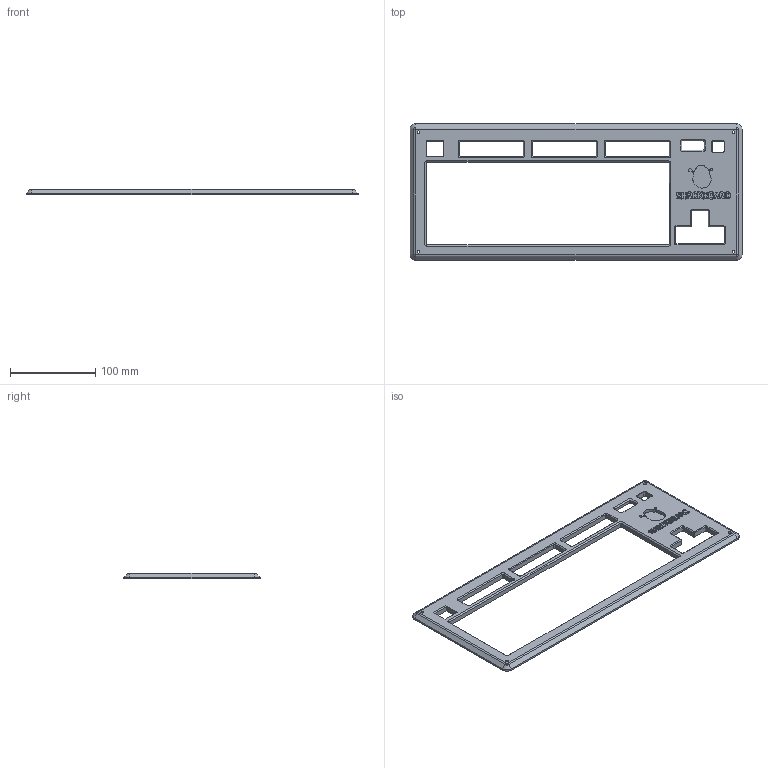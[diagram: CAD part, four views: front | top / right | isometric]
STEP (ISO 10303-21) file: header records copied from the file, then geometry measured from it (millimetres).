
FILE_DESCRIPTION(/* description */ ('','CAx-IF Rec.Pracs.---Representation and Presentation of Product Manufacturing Information (PMI)---4.0---2014-10-13'),/* implementation_level */ '2;1');
FILE_NAME(/* name */ 'TOP.step',/* time_stamp */ '2025-02-25T20:32:23+05:30',/* author */ (''),/* organization */ (''),/* preprocessor_version */ 'ST-DEVELOPER v20',/* originating_system */ 'Autodesk Translation Framework v13.20.0.188',/* authorisation */ '');
FILE_SCHEMA (('AP242_MANAGED_MODEL_BASED_3D_ENGINEERING_MIM_LF { 1 0 10303 442 1 1 4 }'));
Length unit declared in the file: millimetre
Products named in the file (1): top
Bounding box: 390.4 x 160.4 x 7 mm (x, y, z)
Volume: 179326.1 mm3; surface area: 73786.9 mm2
Topology: 1 solids, 1 shells, 548 faces, 1506 edges, 979 vertices
Faces by surface type: bspline 260, plane 208, cylinder 44, cone 36
Full cylindrical faces by diameter (mm): 3.4 x4
Entity records: 18061 total; most frequent: CARTESIAN_POINT 6560, ORIENTED_EDGE 3008, DIRECTION 1681, EDGE_CURVE 1504, VERTEX_POINT 979, LINE 851, VECTOR 851, EDGE_LOOP 593
